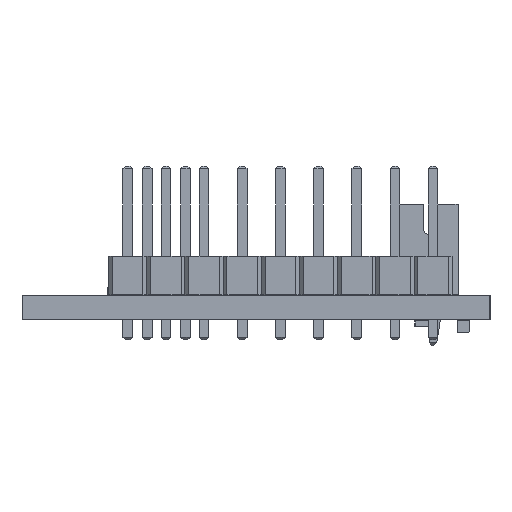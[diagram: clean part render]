
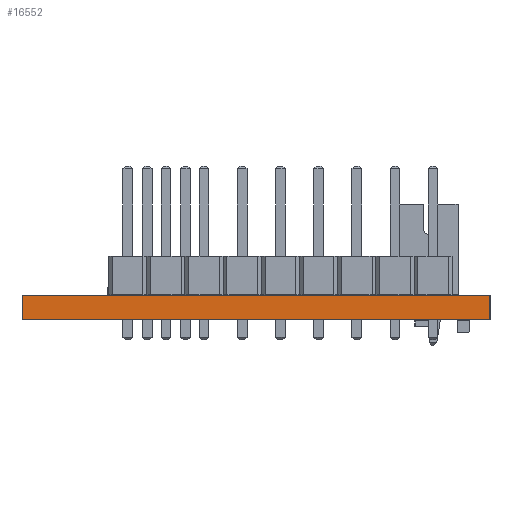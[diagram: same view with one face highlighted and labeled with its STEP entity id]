
A CAD part, left-side view. The second image highlights one B-rep face of the part: STEP entity #16552.
In plain terms, the highlighted planar face has unit normal (-1, 0, 0).
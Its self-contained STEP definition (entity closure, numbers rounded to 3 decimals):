
#16496 = VERTEX_POINT('',#16497);
#16497 = CARTESIAN_POINT('',(105.17,-118.835,1.6));
#16503 = EDGE_CURVE('',#16504,#16496,#16506,.T.);
#16504 = VERTEX_POINT('',#16505);
#16505 = CARTESIAN_POINT('',(105.17,-118.835,0.));
#16506 = LINE('',#16507,#16508);
#16507 = CARTESIAN_POINT('',(105.17,-118.835,0.));
#16508 = VECTOR('',#16509,1.);
#16509 = DIRECTION('',(0.,0.,1.));
#16552 = ADVANCED_FACE('',(#16553),#16578,.T.);
#16553 = FACE_BOUND('',#16554,.T.);
#16554 = EDGE_LOOP('',(#16555,#16556,#16564,#16572));
#16555 = ORIENTED_EDGE('',*,*,#16503,.T.);
#16556 = ORIENTED_EDGE('',*,*,#16557,.T.);
#16557 = EDGE_CURVE('',#16496,#16558,#16560,.T.);
#16558 = VERTEX_POINT('',#16559);
#16559 = CARTESIAN_POINT('',(105.17,-87.695,1.6));
#16560 = LINE('',#16561,#16562);
#16561 = CARTESIAN_POINT('',(105.17,-118.835,1.6));
#16562 = VECTOR('',#16563,1.);
#16563 = DIRECTION('',(0.,1.,0.));
#16564 = ORIENTED_EDGE('',*,*,#16565,.F.);
#16565 = EDGE_CURVE('',#16566,#16558,#16568,.T.);
#16566 = VERTEX_POINT('',#16567);
#16567 = CARTESIAN_POINT('',(105.17,-87.695,0.));
#16568 = LINE('',#16569,#16570);
#16569 = CARTESIAN_POINT('',(105.17,-87.695,0.));
#16570 = VECTOR('',#16571,1.);
#16571 = DIRECTION('',(0.,0.,1.));
#16572 = ORIENTED_EDGE('',*,*,#16573,.F.);
#16573 = EDGE_CURVE('',#16504,#16566,#16574,.T.);
#16574 = LINE('',#16575,#16576);
#16575 = CARTESIAN_POINT('',(105.17,-118.835,0.));
#16576 = VECTOR('',#16577,1.);
#16577 = DIRECTION('',(0.,1.,0.));
#16578 = PLANE('',#16579);
#16579 = AXIS2_PLACEMENT_3D('',#16580,#16581,#16582);
#16580 = CARTESIAN_POINT('',(105.17,-118.835,0.));
#16581 = DIRECTION('',(-1.,0.,0.));
#16582 = DIRECTION('',(0.,1.,0.));
